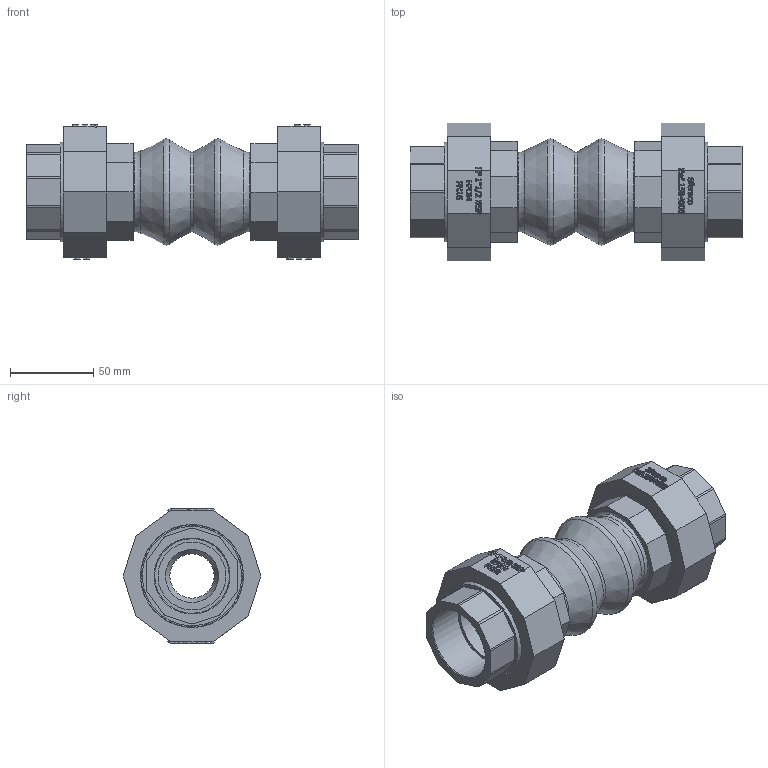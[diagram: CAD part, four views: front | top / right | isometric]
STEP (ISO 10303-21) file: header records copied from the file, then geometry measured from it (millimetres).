
FILE_DESCRIPTION(/* description */ ('1504008'),/* implementation_level */ '2;1');
FILE_NAME(/* name */ '1504008.stp',/* time_stamp */ '2018-06-27T16:39:06+02:00',/* author */ ('jmorand'),/* organization */ ('Sferaco'),/* preprocessor_version */ 'ST-DEVELOPER v17',/* originating_system */ 'Autodesk Inventor 2019',/* authorisation */ '');
FILE_SCHEMA (('AUTOMOTIVE_DESIGN { 1 0 10303 214 3 1 1 }'));
Products named in the file (1): 1504008_bd
Bounding box: 200 x 83.07 x 81 mm (x, y, z)
Volume: 433212.3 mm3; surface area: 133264.4 mm2
Topology: 7 solids, 7 shells, 1309 faces, 3577 edges, 2394 vertices
Faces by surface type: plane 722, bspline 522, cylinder 42, cone 12, torus 11
Full cylindrical faces by diameter (mm): 32 x2, 41 x2, 44.845 x2, 48 x4, 60 x2, 61.505 x2, 62 x4, 64.5 x2, 68 x2
Entity records: 59596 total; most frequent: CARTESIAN_POINT 28474, ORIENTED_EDGE 7154, DIRECTION 4252, EDGE_CURVE 3577, VERTEX_POINT 2394, LINE 2338, VECTOR 2338, EDGE_LOOP 1435
